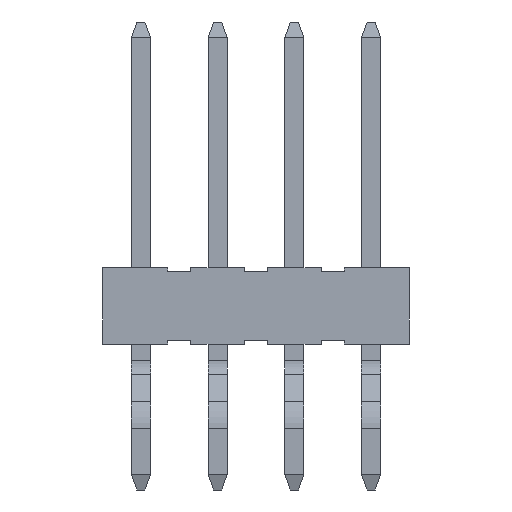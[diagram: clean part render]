
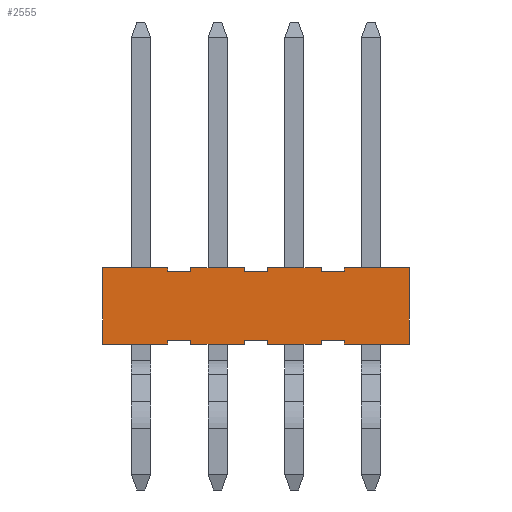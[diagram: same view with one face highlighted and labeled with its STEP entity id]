
A CAD part, front view. The second image highlights one B-rep face of the part: STEP entity #2555.
In plain terms, the highlighted planar face has unit normal (0, -1, 0).
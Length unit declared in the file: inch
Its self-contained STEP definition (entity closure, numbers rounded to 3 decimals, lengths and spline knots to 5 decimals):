
#79=ORIENTED_EDGE('',*,*,#831,.F.);
#80=ORIENTED_EDGE('',*,*,#832,.F.);
#81=ORIENTED_EDGE('',*,*,#833,.F.);
#82=ORIENTED_EDGE('',*,*,#834,.F.);
#83=ORIENTED_EDGE('',*,*,#835,.F.);
#84=ORIENTED_EDGE('',*,*,#836,.F.);
#85=ORIENTED_EDGE('',*,*,#837,.F.);
#86=ORIENTED_EDGE('',*,*,#838,.F.);
#87=ORIENTED_EDGE('',*,*,#839,.F.);
#88=ORIENTED_EDGE('',*,*,#840,.F.);
#89=ORIENTED_EDGE('',*,*,#841,.F.);
#90=ORIENTED_EDGE('',*,*,#842,.F.);
#91=ORIENTED_EDGE('',*,*,#843,.T.);
#92=ORIENTED_EDGE('',*,*,#844,.T.);
#93=ORIENTED_EDGE('',*,*,#845,.F.);
#94=ORIENTED_EDGE('',*,*,#846,.F.);
#95=ORIENTED_EDGE('',*,*,#847,.F.);
#96=ORIENTED_EDGE('',*,*,#848,.T.);
#97=ORIENTED_EDGE('',*,*,#849,.F.);
#98=ORIENTED_EDGE('',*,*,#850,.F.);
#99=ORIENTED_EDGE('',*,*,#851,.F.);
#100=ORIENTED_EDGE('',*,*,#852,.T.);
#101=ORIENTED_EDGE('',*,*,#853,.F.);
#102=ORIENTED_EDGE('',*,*,#854,.F.);
#103=ORIENTED_EDGE('',*,*,#855,.F.);
#104=ORIENTED_EDGE('',*,*,#856,.T.);
#105=ORIENTED_EDGE('',*,*,#857,.F.);
#106=ORIENTED_EDGE('',*,*,#858,.F.);
#831=EDGE_CURVE('',#1207,#1208,#1447,.T.);
#832=EDGE_CURVE('',#1209,#1207,#1448,.T.);
#833=EDGE_CURVE('',#1210,#1209,#1449,.T.);
#834=EDGE_CURVE('',#1211,#1210,#1450,.T.);
#835=EDGE_CURVE('',#1212,#1211,#1451,.T.);
#836=EDGE_CURVE('',#1213,#1212,#1452,.T.);
#837=EDGE_CURVE('',#1214,#1213,#1453,.T.);
#838=EDGE_CURVE('',#1215,#1214,#1454,.T.);
#839=EDGE_CURVE('',#1216,#1215,#1455,.T.);
#840=EDGE_CURVE('',#1217,#1216,#1456,.T.);
#841=EDGE_CURVE('',#1218,#1217,#1457,.T.);
#842=EDGE_CURVE('',#1219,#1218,#1458,.T.);
#843=EDGE_CURVE('',#1219,#1220,#1459,.T.);
#844=EDGE_CURVE('',#1220,#1221,#1460,.T.);
#845=EDGE_CURVE('',#1222,#1221,#1461,.T.);
#846=EDGE_CURVE('',#1223,#1222,#1462,.T.);
#847=EDGE_CURVE('',#1224,#1223,#1463,.T.);
#848=EDGE_CURVE('',#1224,#1225,#1464,.T.);
#849=EDGE_CURVE('',#1226,#1225,#1465,.T.);
#850=EDGE_CURVE('',#1227,#1226,#1466,.T.);
#851=EDGE_CURVE('',#1228,#1227,#1467,.T.);
#852=EDGE_CURVE('',#1228,#1229,#1468,.T.);
#853=EDGE_CURVE('',#1230,#1229,#1469,.T.);
#854=EDGE_CURVE('',#1231,#1230,#1470,.T.);
#855=EDGE_CURVE('',#1232,#1231,#1471,.T.);
#856=EDGE_CURVE('',#1232,#1233,#1472,.T.);
#857=EDGE_CURVE('',#1234,#1233,#1473,.T.);
#858=EDGE_CURVE('',#1208,#1234,#1474,.T.);
#1207=VERTEX_POINT('',#3592);
#1208=VERTEX_POINT('',#3593);
#1209=VERTEX_POINT('',#3595);
#1210=VERTEX_POINT('',#3597);
#1211=VERTEX_POINT('',#3599);
#1212=VERTEX_POINT('',#3601);
#1213=VERTEX_POINT('',#3603);
#1214=VERTEX_POINT('',#3605);
#1215=VERTEX_POINT('',#3607);
#1216=VERTEX_POINT('',#3609);
#1217=VERTEX_POINT('',#3611);
#1218=VERTEX_POINT('',#3613);
#1219=VERTEX_POINT('',#3615);
#1220=VERTEX_POINT('',#3617);
#1221=VERTEX_POINT('',#3619);
#1222=VERTEX_POINT('',#3621);
#1223=VERTEX_POINT('',#3623);
#1224=VERTEX_POINT('',#3625);
#1225=VERTEX_POINT('',#3627);
#1226=VERTEX_POINT('',#3629);
#1227=VERTEX_POINT('',#3631);
#1228=VERTEX_POINT('',#3633);
#1229=VERTEX_POINT('',#3635);
#1230=VERTEX_POINT('',#3637);
#1231=VERTEX_POINT('',#3639);
#1232=VERTEX_POINT('',#3641);
#1233=VERTEX_POINT('',#3643);
#1234=VERTEX_POINT('',#3645);
#1447=LINE('',#3591,#1791);
#1448=LINE('',#3594,#1792);
#1449=LINE('',#3596,#1793);
#1450=LINE('',#3598,#1794);
#1451=LINE('',#3600,#1795);
#1452=LINE('',#3602,#1796);
#1453=LINE('',#3604,#1797);
#1454=LINE('',#3606,#1798);
#1455=LINE('',#3608,#1799);
#1456=LINE('',#3610,#1800);
#1457=LINE('',#3612,#1801);
#1458=LINE('',#3614,#1802);
#1459=LINE('',#3616,#1803);
#1460=LINE('',#3618,#1804);
#1461=LINE('',#3620,#1805);
#1462=LINE('',#3622,#1806);
#1463=LINE('',#3624,#1807);
#1464=LINE('',#3626,#1808);
#1465=LINE('',#3628,#1809);
#1466=LINE('',#3630,#1810);
#1467=LINE('',#3632,#1811);
#1468=LINE('',#3634,#1812);
#1469=LINE('',#3636,#1813);
#1470=LINE('',#3638,#1814);
#1471=LINE('',#3640,#1815);
#1472=LINE('',#3642,#1816);
#1473=LINE('',#3644,#1817);
#1474=LINE('',#3646,#1818);
#1791=VECTOR('',#2899,39.37008);
#1792=VECTOR('',#2900,39.37008);
#1793=VECTOR('',#2901,39.37008);
#1794=VECTOR('',#2902,39.37008);
#1795=VECTOR('',#2903,39.37008);
#1796=VECTOR('',#2904,39.37008);
#1797=VECTOR('',#2905,39.37008);
#1798=VECTOR('',#2906,39.37008);
#1799=VECTOR('',#2907,39.37008);
#1800=VECTOR('',#2908,39.37008);
#1801=VECTOR('',#2909,39.37008);
#1802=VECTOR('',#2910,39.37008);
#1803=VECTOR('',#2911,39.37008);
#1804=VECTOR('',#2912,39.37008);
#1805=VECTOR('',#2913,39.37008);
#1806=VECTOR('',#2914,39.37008);
#1807=VECTOR('',#2915,39.37008);
#1808=VECTOR('',#2916,39.37008);
#1809=VECTOR('',#2917,39.37008);
#1810=VECTOR('',#2918,39.37008);
#1811=VECTOR('',#2919,39.37008);
#1812=VECTOR('',#2920,39.37008);
#1813=VECTOR('',#2921,39.37008);
#1814=VECTOR('',#2922,39.37008);
#1815=VECTOR('',#2923,39.37008);
#1816=VECTOR('',#2924,39.37008);
#1817=VECTOR('',#2925,39.37008);
#1818=VECTOR('',#2926,39.37008);
#2135=EDGE_LOOP('',(#79,#80,#81,#82,#83,#84,#85,#86,#87,#88,#89,#90,#91,
#92,#93,#94,#95,#96,#97,#98,#99,#100,#101,#102,#103,#104,#105,#106));
#2283=FACE_BOUND('',#2135,.T.);
#2431=PLANE('',#2721);
#2555=ADVANCED_FACE('',(#2283),#2431,.F.);
#2721=AXIS2_PLACEMENT_3D('',#3590,#2897,#2898);
#2897=DIRECTION('',(0.,1.,0.));
#2898=DIRECTION('',(0.,0.,1.));
#2899=DIRECTION('',(0.,0.,1.));
#2900=DIRECTION('',(1.,0.,0.));
#2901=DIRECTION('',(0.,0.,-1.));
#2902=DIRECTION('',(1.,0.,0.));
#2903=DIRECTION('',(0.,0.,1.));
#2904=DIRECTION('',(1.,0.,0.));
#2905=DIRECTION('',(0.,0.,-1.));
#2906=DIRECTION('',(1.,0.,0.));
#2907=DIRECTION('',(0.,0.,1.));
#2908=DIRECTION('',(1.,0.,0.));
#2909=DIRECTION('',(0.,0.,-1.));
#2910=DIRECTION('',(1.,0.,0.));
#2911=DIRECTION('',(0.,0.,-1.));
#2912=DIRECTION('',(1.,0.,0.));
#2913=DIRECTION('',(0.,0.,-1.));
#2914=DIRECTION('',(-1.,0.,0.));
#2915=DIRECTION('',(0.,0.,1.));
#2916=DIRECTION('',(1.,0.,0.));
#2917=DIRECTION('',(0.,0.,-1.));
#2918=DIRECTION('',(-1.,0.,0.));
#2919=DIRECTION('',(0.,0.,1.));
#2920=DIRECTION('',(1.,0.,0.));
#2921=DIRECTION('',(0.,0.,-1.));
#2922=DIRECTION('',(-1.,0.,0.));
#2923=DIRECTION('',(0.,0.,1.));
#2924=DIRECTION('',(1.,0.,0.));
#2925=DIRECTION('',(0.,0.,-1.));
#2926=DIRECTION('',(1.,0.,0.));
#3590=CARTESIAN_POINT('',(-0.2,-0.06,0.05));
#3591=CARTESIAN_POINT('',(0.115,-0.06,0.05));
#3592=CARTESIAN_POINT('',(0.115,-0.06,0.045));
#3593=CARTESIAN_POINT('',(0.115,-0.06,0.05));
#3594=CARTESIAN_POINT('',(-0.2,-0.06,0.045));
#3595=CARTESIAN_POINT('',(0.085,-0.06,0.045));
#3596=CARTESIAN_POINT('',(0.085,-0.06,0.05));
#3597=CARTESIAN_POINT('',(0.085,-0.06,0.05));
#3598=CARTESIAN_POINT('',(-0.2,-0.06,0.05));
#3599=CARTESIAN_POINT('',(0.015,-0.06,0.05));
#3600=CARTESIAN_POINT('',(0.015,-0.06,0.05));
#3601=CARTESIAN_POINT('',(0.015,-0.06,0.045));
#3602=CARTESIAN_POINT('',(-0.2,-0.06,0.045));
#3603=CARTESIAN_POINT('',(-0.015,-0.06,0.045));
#3604=CARTESIAN_POINT('',(-0.015,-0.06,0.05));
#3605=CARTESIAN_POINT('',(-0.015,-0.06,0.05));
#3606=CARTESIAN_POINT('',(-0.2,-0.06,0.05));
#3607=CARTESIAN_POINT('',(-0.085,-0.06,0.05));
#3608=CARTESIAN_POINT('',(-0.085,-0.06,0.05));
#3609=CARTESIAN_POINT('',(-0.085,-0.06,0.045));
#3610=CARTESIAN_POINT('',(-0.2,-0.06,0.045));
#3611=CARTESIAN_POINT('',(-0.115,-0.06,0.045));
#3612=CARTESIAN_POINT('',(-0.115,-0.06,0.05));
#3613=CARTESIAN_POINT('',(-0.115,-0.06,0.05));
#3614=CARTESIAN_POINT('',(-0.2,-0.06,0.05));
#3615=CARTESIAN_POINT('',(-0.2,-0.06,0.05));
#3616=CARTESIAN_POINT('',(-0.2,-0.06,0.05));
#3617=CARTESIAN_POINT('',(-0.2,-0.06,-0.05));
#3618=CARTESIAN_POINT('',(-0.2,-0.06,-0.05));
#3619=CARTESIAN_POINT('',(-0.115,-0.06,-0.05));
#3620=CARTESIAN_POINT('',(-0.115,-0.06,0.05));
#3621=CARTESIAN_POINT('',(-0.115,-0.06,-0.045));
#3622=CARTESIAN_POINT('',(-0.2,-0.06,-0.045));
#3623=CARTESIAN_POINT('',(-0.085,-0.06,-0.045));
#3624=CARTESIAN_POINT('',(-0.085,-0.06,0.05));
#3625=CARTESIAN_POINT('',(-0.085,-0.06,-0.05));
#3626=CARTESIAN_POINT('',(-0.2,-0.06,-0.05));
#3627=CARTESIAN_POINT('',(-0.015,-0.06,-0.05));
#3628=CARTESIAN_POINT('',(-0.015,-0.06,0.05));
#3629=CARTESIAN_POINT('',(-0.015,-0.06,-0.045));
#3630=CARTESIAN_POINT('',(-0.2,-0.06,-0.045));
#3631=CARTESIAN_POINT('',(0.015,-0.06,-0.045));
#3632=CARTESIAN_POINT('',(0.015,-0.06,0.05));
#3633=CARTESIAN_POINT('',(0.015,-0.06,-0.05));
#3634=CARTESIAN_POINT('',(-0.2,-0.06,-0.05));
#3635=CARTESIAN_POINT('',(0.085,-0.06,-0.05));
#3636=CARTESIAN_POINT('',(0.085,-0.06,0.05));
#3637=CARTESIAN_POINT('',(0.085,-0.06,-0.045));
#3638=CARTESIAN_POINT('',(-0.2,-0.06,-0.045));
#3639=CARTESIAN_POINT('',(0.115,-0.06,-0.045));
#3640=CARTESIAN_POINT('',(0.115,-0.06,0.05));
#3641=CARTESIAN_POINT('',(0.115,-0.06,-0.05));
#3642=CARTESIAN_POINT('',(-0.2,-0.06,-0.05));
#3643=CARTESIAN_POINT('',(0.2,-0.06,-0.05));
#3644=CARTESIAN_POINT('',(0.2,-0.06,0.05));
#3645=CARTESIAN_POINT('',(0.2,-0.06,0.05));
#3646=CARTESIAN_POINT('',(-0.2,-0.06,0.05));
